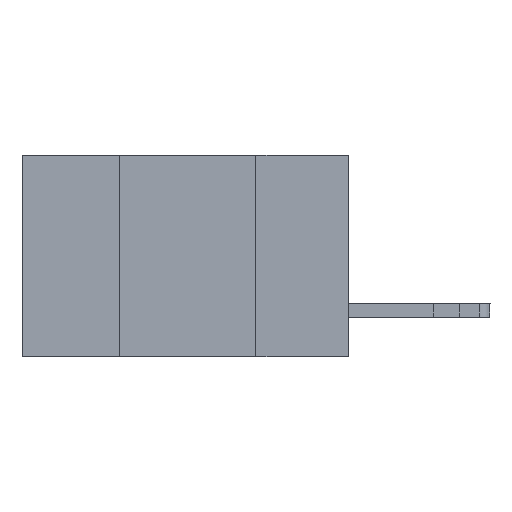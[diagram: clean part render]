
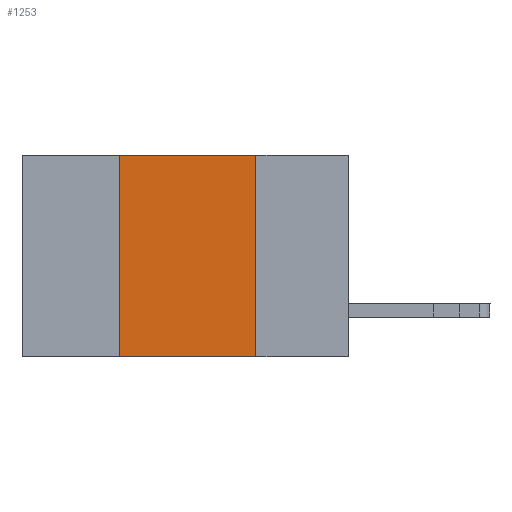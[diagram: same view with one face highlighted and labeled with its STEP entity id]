
A CAD part, left-side view. The second image highlights one B-rep face of the part: STEP entity #1253.
In plain terms, the highlighted planar face has unit normal (-1, 0, 0).
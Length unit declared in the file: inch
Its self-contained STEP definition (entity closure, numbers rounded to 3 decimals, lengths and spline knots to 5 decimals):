
#1253 = ADVANCED_FACE ( 'NONE', ( #17294 ), #2435, .F. ) ;
#1802 = CARTESIAN_POINT ( 'NONE',  ( 0., 0.17, -0.37 ) ) ;
#2082 = DIRECTION ( 'NONE',  ( 0., -1., 0. ) ) ;
#2119 = EDGE_LOOP ( 'NONE', ( #19105, #15938, #9675, #11651 ) ) ;
#2272 = DIRECTION ( 'NONE',  ( 0., 0., -1. ) ) ;
#2435 = PLANE ( 'NONE',  #14570 ) ;
#3188 = DIRECTION ( 'NONE',  ( 0., -1., 0. ) ) ;
#3481 = LINE ( 'NONE', #16799, #4130 ) ;
#4130 = VECTOR ( 'NONE', #2272, 39.37008 ) ;
#4388 = VERTEX_POINT ( 'NONE', #1802 ) ;
#5373 = EDGE_CURVE ( 'NONE', #5734, #4388, #17895, .T. ) ;
#5734 = VERTEX_POINT ( 'NONE', #10804 ) ;
#6290 = EDGE_CURVE ( 'NONE', #5734, #12028, #7840, .T. ) ;
#7757 = CARTESIAN_POINT ( 'NONE',  ( 0., 0.42, 0. ) ) ;
#7840 = LINE ( 'NONE', #17836, #18231 ) ;
#8268 = LINE ( 'NONE', #19670, #11160 ) ;
#8913 = EDGE_CURVE ( 'NONE', #12028, #14931, #8268, .T. ) ;
#9675 = ORIENTED_EDGE ( 'NONE', *, *, #6290, .F. ) ;
#9765 = CARTESIAN_POINT ( 'NONE',  ( 0., 0.6, -0.37 ) ) ;
#10296 = EDGE_CURVE ( 'NONE', #14931, #4388, #3481, .T. ) ;
#10796 = VECTOR ( 'NONE', #3188, 39.37008 ) ;
#10804 = CARTESIAN_POINT ( 'NONE',  ( 0., 0.42, -0.37 ) ) ;
#11160 = VECTOR ( 'NONE', #2082, 39.37008 ) ;
#11651 = ORIENTED_EDGE ( 'NONE', *, *, #5373, .T. ) ;
#12028 = VERTEX_POINT ( 'NONE', #7757 ) ;
#14570 = AXIS2_PLACEMENT_3D ( 'NONE', #16956, #20584, #15588 ) ;
#14653 = DIRECTION ( 'NONE',  ( 0., 0., 1. ) ) ;
#14931 = VERTEX_POINT ( 'NONE', #18191 ) ;
#15588 = DIRECTION ( 'NONE',  ( 0., 0., -1. ) ) ;
#15938 = ORIENTED_EDGE ( 'NONE', *, *, #8913, .F. ) ;
#16799 = CARTESIAN_POINT ( 'NONE',  ( 0., 0.17, -0.37 ) ) ;
#16956 = CARTESIAN_POINT ( 'NONE',  ( 0., 0.6, 0. ) ) ;
#17294 = FACE_OUTER_BOUND ( 'NONE', #2119, .T. ) ;
#17836 = CARTESIAN_POINT ( 'NONE',  ( 0., 0.42, -0.37 ) ) ;
#17895 = LINE ( 'NONE', #9765, #10796 ) ;
#18191 = CARTESIAN_POINT ( 'NONE',  ( 0., 0.17, 0. ) ) ;
#18231 = VECTOR ( 'NONE', #14653, 39.37008 ) ;
#19105 = ORIENTED_EDGE ( 'NONE', *, *, #10296, .F. ) ;
#19670 = CARTESIAN_POINT ( 'NONE',  ( 0., 0.6, 0. ) ) ;
#20584 = DIRECTION ( 'NONE',  ( 1., 0., 0. ) ) ;
